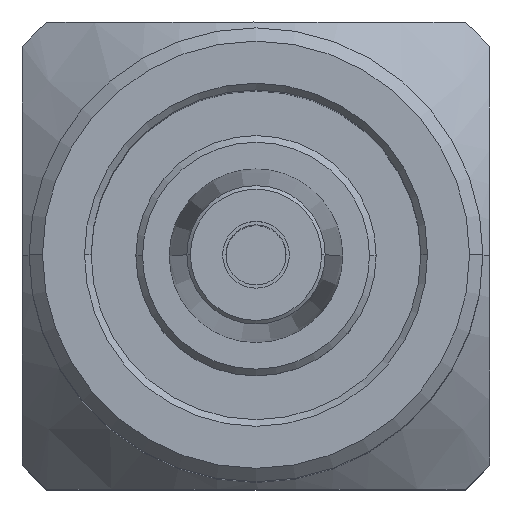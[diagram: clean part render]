
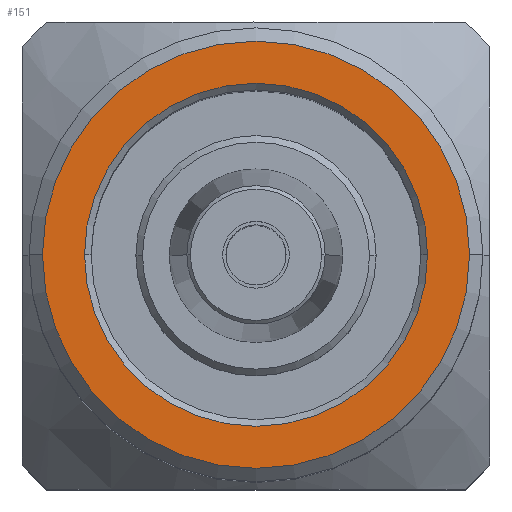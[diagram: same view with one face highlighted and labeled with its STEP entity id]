
A CAD part, top view. The second image highlights one B-rep face of the part: STEP entity #151.
In plain terms, the highlighted planar face has unit normal (0, 0, 1).
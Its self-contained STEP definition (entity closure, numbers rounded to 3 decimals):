
#18 = AXIS2_PLACEMENT_3D ( 'NONE', #1084, #2367, #919 ) ;
#19 = FACE_OUTER_BOUND ( 'NONE', #79, .T. ) ;
#25 = DIRECTION ( 'NONE',  ( 0., 0., -1. ) ) ;
#60 = ORIENTED_EDGE ( 'NONE', *, *, #1716, .T. ) ;
#79 = EDGE_LOOP ( 'NONE', ( #1937, #2450 ) ) ;
#151 = ADVANCED_FACE ( 'NONE', ( #861, #19 ), #317, .T. ) ;
#248 = CARTESIAN_POINT ( 'NONE',  ( -2.57, 0., 14. ) ) ;
#258 = EDGE_CURVE ( 'NONE', #1438, #1203, #1730, .T. ) ;
#317 = PLANE ( 'NONE',  #18 ) ;
#322 = VERTEX_POINT ( 'NONE', #1928 ) ;
#343 = EDGE_LOOP ( 'NONE', ( #60, #2466 ) ) ;
#458 = CARTESIAN_POINT ( 'NONE',  ( -3.2, 0., 14. ) ) ;
#489 = CIRCLE ( 'NONE', #2076, 2.57 ) ;
#608 = EDGE_CURVE ( 'NONE', #1157, #322, #1065, .T. ) ;
#723 = CIRCLE ( 'NONE', #2219, 3.2 ) ;
#730 = EDGE_CURVE ( 'NONE', #1203, #1438, #723, .T. ) ;
#789 = CARTESIAN_POINT ( 'NONE',  ( 0., 0., 14. ) ) ;
#861 = FACE_BOUND ( 'NONE', #343, .T. ) ;
#918 = AXIS2_PLACEMENT_3D ( 'NONE', #2328, #2126, #1195 ) ;
#919 = DIRECTION ( 'NONE',  ( 1., 0., 0. ) ) ;
#939 = CARTESIAN_POINT ( 'NONE',  ( 0., 0., 14. ) ) ;
#1017 = CARTESIAN_POINT ( 'NONE',  ( 0., 0., 14. ) ) ;
#1065 = CIRCLE ( 'NONE', #1375, 2.57 ) ;
#1084 = CARTESIAN_POINT ( 'NONE',  ( 0., 0., 14. ) ) ;
#1157 = VERTEX_POINT ( 'NONE', #248 ) ;
#1195 = DIRECTION ( 'NONE',  ( 1., 0., 0. ) ) ;
#1203 = VERTEX_POINT ( 'NONE', #1215 ) ;
#1215 = CARTESIAN_POINT ( 'NONE',  ( 3.2, 0., 14. ) ) ;
#1375 = AXIS2_PLACEMENT_3D ( 'NONE', #789, #25, #2323 ) ;
#1438 = VERTEX_POINT ( 'NONE', #458 ) ;
#1592 = DIRECTION ( 'NONE',  ( 1., 0., 0. ) ) ;
#1669 = DIRECTION ( 'NONE',  ( 1., 0., 0. ) ) ;
#1716 = EDGE_CURVE ( 'NONE', #322, #1157, #489, .T. ) ;
#1730 = CIRCLE ( 'NONE', #918, 3.2 ) ;
#1928 = CARTESIAN_POINT ( 'NONE',  ( 2.57, 0., 14. ) ) ;
#1937 = ORIENTED_EDGE ( 'NONE', *, *, #258, .T. ) ;
#2076 = AXIS2_PLACEMENT_3D ( 'NONE', #939, #2251, #1669 ) ;
#2126 = DIRECTION ( 'NONE',  ( 0., 0., 1. ) ) ;
#2219 = AXIS2_PLACEMENT_3D ( 'NONE', #1017, #2361, #1592 ) ;
#2251 = DIRECTION ( 'NONE',  ( 0., 0., -1. ) ) ;
#2323 = DIRECTION ( 'NONE',  ( 1., 0., 0. ) ) ;
#2328 = CARTESIAN_POINT ( 'NONE',  ( 0., 0., 14. ) ) ;
#2361 = DIRECTION ( 'NONE',  ( 0., 0., 1. ) ) ;
#2367 = DIRECTION ( 'NONE',  ( 0., 0., 1. ) ) ;
#2450 = ORIENTED_EDGE ( 'NONE', *, *, #730, .T. ) ;
#2466 = ORIENTED_EDGE ( 'NONE', *, *, #608, .T. ) ;
